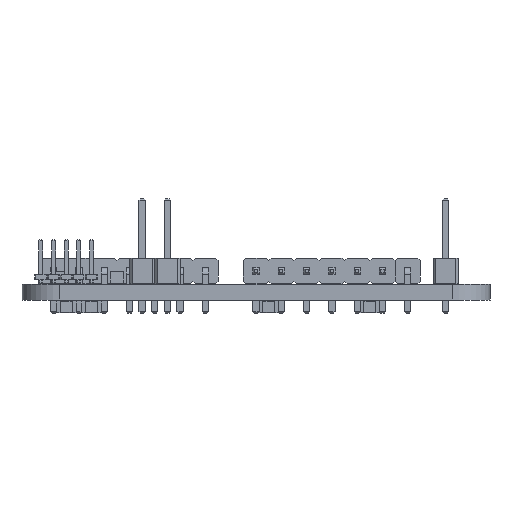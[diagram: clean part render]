
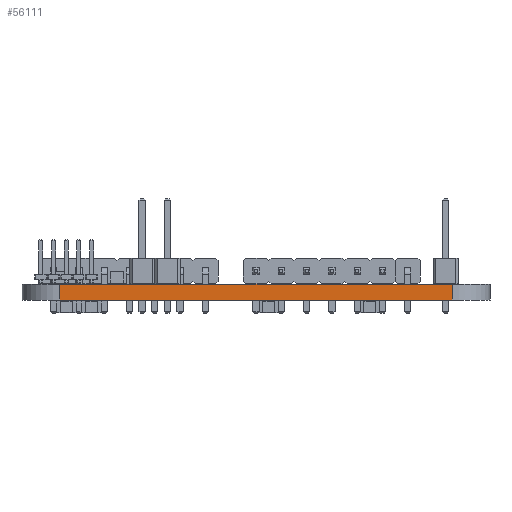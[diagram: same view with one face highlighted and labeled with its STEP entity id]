
A CAD part, left-side view. The second image highlights one B-rep face of the part: STEP entity #56111.
In plain terms, the highlighted planar face has unit normal (-1, 0, 0).
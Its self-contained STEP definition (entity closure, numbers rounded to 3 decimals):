
#50621 = PLANE('',#50622);
#50622 = AXIS2_PLACEMENT_3D('',#50623,#50624,#50625);
#50623 = CARTESIAN_POINT('',(100.013,-105.41,1.6));
#50624 = DIRECTION('',(0.,0.,1.));
#50625 = DIRECTION('',(1.,0.,-0.));
#50676 = PLANE('',#50677);
#50677 = AXIS2_PLACEMENT_3D('',#50678,#50679,#50680);
#50678 = CARTESIAN_POINT('',(100.013,-105.41,0.));
#50679 = DIRECTION('',(0.,0.,1.));
#50680 = DIRECTION('',(1.,0.,-0.));
#50709 = CYLINDRICAL_SURFACE('',#50710,3.81);
#50710 = AXIS2_PLACEMENT_3D('',#50711,#50712,#50713);
#50711 = CARTESIAN_POINT('',(71.755,-125.095,0.));
#50712 = DIRECTION('',(-0.,-0.,-1.));
#50713 = DIRECTION('',(1.,0.,-0.));
#50898 = VERTEX_POINT('',#50899);
#50899 = CARTESIAN_POINT('',(67.945,-85.725,0.));
#50914 = CYLINDRICAL_SURFACE('',#50915,3.81);
#50915 = AXIS2_PLACEMENT_3D('',#50916,#50917,#50918);
#50916 = CARTESIAN_POINT('',(71.755,-85.725,0.));
#50917 = DIRECTION('',(-0.,-0.,-1.));
#50918 = DIRECTION('',(1.,0.,-0.));
#50926 = EDGE_CURVE('',#50898,#50927,#50929,.T.);
#50927 = VERTEX_POINT('',#50928);
#50928 = CARTESIAN_POINT('',(67.945,-125.095,0.));
#50929 = SURFACE_CURVE('',#50930,(#50934,#50941),.PCURVE_S1.);
#50930 = LINE('',#50931,#50932);
#50931 = CARTESIAN_POINT('',(67.945,-85.725,0.));
#50932 = VECTOR('',#50933,1.);
#50933 = DIRECTION('',(0.,-1.,0.));
#50934 = PCURVE('',#50676,#50935);
#50935 = DEFINITIONAL_REPRESENTATION('',(#50936),#50940);
#50936 = LINE('',#50937,#50938);
#50937 = CARTESIAN_POINT('',(-32.068,19.685));
#50938 = VECTOR('',#50939,1.);
#50939 = DIRECTION('',(0.,-1.));
#50940 = ( GEOMETRIC_REPRESENTATION_CONTEXT(2) 
PARAMETRIC_REPRESENTATION_CONTEXT() REPRESENTATION_CONTEXT('2D SPACE',''
  ) );
#50941 = PCURVE('',#50942,#50947);
#50942 = PLANE('',#50943);
#50943 = AXIS2_PLACEMENT_3D('',#50944,#50945,#50946);
#50944 = CARTESIAN_POINT('',(67.945,-85.725,0.));
#50945 = DIRECTION('',(1.,0.,0.));
#50946 = DIRECTION('',(0.,-1.,0.));
#50947 = DEFINITIONAL_REPRESENTATION('',(#50948),#50952);
#50948 = LINE('',#50949,#50950);
#50949 = CARTESIAN_POINT('',(0.,0.));
#50950 = VECTOR('',#50951,1.);
#50951 = DIRECTION('',(1.,0.));
#50952 = ( GEOMETRIC_REPRESENTATION_CONTEXT(2) 
PARAMETRIC_REPRESENTATION_CONTEXT() REPRESENTATION_CONTEXT('2D SPACE',''
  ) );
#53727 = VERTEX_POINT('',#53728);
#53728 = CARTESIAN_POINT('',(67.945,-85.725,1.6));
#53750 = EDGE_CURVE('',#53727,#53751,#53753,.T.);
#53751 = VERTEX_POINT('',#53752);
#53752 = CARTESIAN_POINT('',(67.945,-125.095,1.6));
#53753 = SURFACE_CURVE('',#53754,(#53758,#53765),.PCURVE_S1.);
#53754 = LINE('',#53755,#53756);
#53755 = CARTESIAN_POINT('',(67.945,-85.725,1.6));
#53756 = VECTOR('',#53757,1.);
#53757 = DIRECTION('',(0.,-1.,0.));
#53758 = PCURVE('',#50621,#53759);
#53759 = DEFINITIONAL_REPRESENTATION('',(#53760),#53764);
#53760 = LINE('',#53761,#53762);
#53761 = CARTESIAN_POINT('',(-32.068,19.685));
#53762 = VECTOR('',#53763,1.);
#53763 = DIRECTION('',(0.,-1.));
#53764 = ( GEOMETRIC_REPRESENTATION_CONTEXT(2) 
PARAMETRIC_REPRESENTATION_CONTEXT() REPRESENTATION_CONTEXT('2D SPACE',''
  ) );
#53765 = PCURVE('',#50942,#53766);
#53766 = DEFINITIONAL_REPRESENTATION('',(#53767),#53771);
#53767 = LINE('',#53768,#53769);
#53768 = CARTESIAN_POINT('',(0.,-1.6));
#53769 = VECTOR('',#53770,1.);
#53770 = DIRECTION('',(1.,0.));
#53771 = ( GEOMETRIC_REPRESENTATION_CONTEXT(2) 
PARAMETRIC_REPRESENTATION_CONTEXT() REPRESENTATION_CONTEXT('2D SPACE',''
  ) );
#56061 = EDGE_CURVE('',#50927,#53751,#56062,.T.);
#56062 = SURFACE_CURVE('',#56063,(#56067,#56074),.PCURVE_S1.);
#56063 = LINE('',#56064,#56065);
#56064 = CARTESIAN_POINT('',(67.945,-125.095,0.));
#56065 = VECTOR('',#56066,1.);
#56066 = DIRECTION('',(0.,0.,1.));
#56067 = PCURVE('',#50709,#56068);
#56068 = DEFINITIONAL_REPRESENTATION('',(#56069),#56073);
#56069 = LINE('',#56070,#56071);
#56070 = CARTESIAN_POINT('',(-3.142,0.));
#56071 = VECTOR('',#56072,1.);
#56072 = DIRECTION('',(-0.,-1.));
#56073 = ( GEOMETRIC_REPRESENTATION_CONTEXT(2) 
PARAMETRIC_REPRESENTATION_CONTEXT() REPRESENTATION_CONTEXT('2D SPACE',''
  ) );
#56074 = PCURVE('',#50942,#56075);
#56075 = DEFINITIONAL_REPRESENTATION('',(#56076),#56080);
#56076 = LINE('',#56077,#56078);
#56077 = CARTESIAN_POINT('',(39.37,0.));
#56078 = VECTOR('',#56079,1.);
#56079 = DIRECTION('',(0.,-1.));
#56080 = ( GEOMETRIC_REPRESENTATION_CONTEXT(2) 
PARAMETRIC_REPRESENTATION_CONTEXT() REPRESENTATION_CONTEXT('2D SPACE',''
  ) );
#56111 = ADVANCED_FACE('',(#56112),#50942,.F.);
#56112 = FACE_BOUND('',#56113,.F.);
#56113 = EDGE_LOOP('',(#56114,#56135,#56136,#56137));
#56114 = ORIENTED_EDGE('',*,*,#56115,.T.);
#56115 = EDGE_CURVE('',#50898,#53727,#56116,.T.);
#56116 = SURFACE_CURVE('',#56117,(#56121,#56128),.PCURVE_S1.);
#56117 = LINE('',#56118,#56119);
#56118 = CARTESIAN_POINT('',(67.945,-85.725,0.));
#56119 = VECTOR('',#56120,1.);
#56120 = DIRECTION('',(0.,0.,1.));
#56121 = PCURVE('',#50942,#56122);
#56122 = DEFINITIONAL_REPRESENTATION('',(#56123),#56127);
#56123 = LINE('',#56124,#56125);
#56124 = CARTESIAN_POINT('',(0.,0.));
#56125 = VECTOR('',#56126,1.);
#56126 = DIRECTION('',(0.,-1.));
#56127 = ( GEOMETRIC_REPRESENTATION_CONTEXT(2) 
PARAMETRIC_REPRESENTATION_CONTEXT() REPRESENTATION_CONTEXT('2D SPACE',''
  ) );
#56128 = PCURVE('',#50914,#56129);
#56129 = DEFINITIONAL_REPRESENTATION('',(#56130),#56134);
#56130 = LINE('',#56131,#56132);
#56131 = CARTESIAN_POINT('',(-3.142,0.));
#56132 = VECTOR('',#56133,1.);
#56133 = DIRECTION('',(-0.,-1.));
#56134 = ( GEOMETRIC_REPRESENTATION_CONTEXT(2) 
PARAMETRIC_REPRESENTATION_CONTEXT() REPRESENTATION_CONTEXT('2D SPACE',''
  ) );
#56135 = ORIENTED_EDGE('',*,*,#53750,.T.);
#56136 = ORIENTED_EDGE('',*,*,#56061,.F.);
#56137 = ORIENTED_EDGE('',*,*,#50926,.F.);
